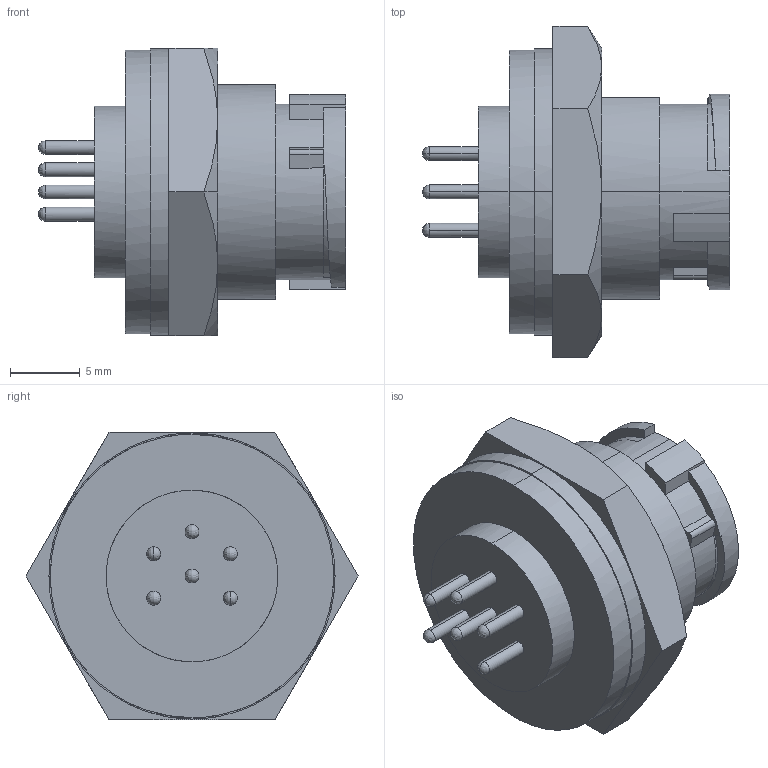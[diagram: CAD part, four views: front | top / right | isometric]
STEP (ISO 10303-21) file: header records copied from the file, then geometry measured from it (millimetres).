
FILE_DESCRIPTION (( 'STEP AP203' ), '1' );
FILE_NAME ('P247.STEP', '2020-03-31T06:44:49', ( 'edpusr' ), ( 'Microsoft' ), 'SwSTEP 2.0', 'SolidWorks 2015', '' );
FILE_SCHEMA (( 'CONFIG_CONTROL_DESIGN' ));
Length unit declared in the file: millimetre
Products named in the file (1): P247
Bounding box: 22 x 23.79 x 20.6 mm (x, y, z)
Volume: 3208.2 mm3; surface area: 2215.7 mm2
Topology: 1 solids, 1 shells, 114 faces, 291 edges, 164 vertices
Faces by surface type: cylinder 47, plane 36, bspline 22, cone 9
Entity records: 4254 total; most frequent: CARTESIAN_POINT 1771, ORIENTED_EDGE 514, DIRECTION 451, EDGE_CURVE 257, AXIS2_PLACEMENT_3D 168, VERTEX_POINT 164, EDGE_LOOP 133, VECTOR 115
